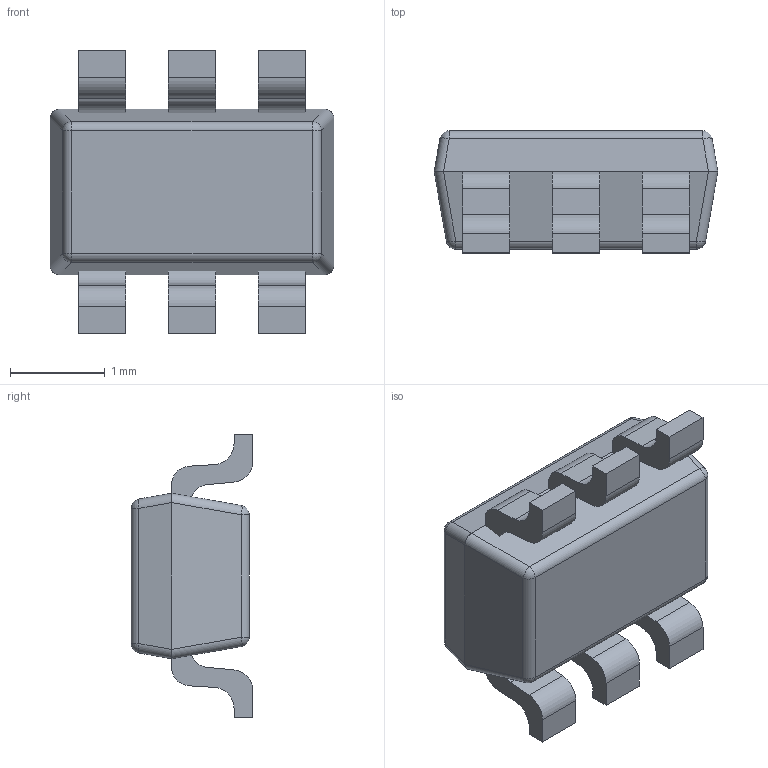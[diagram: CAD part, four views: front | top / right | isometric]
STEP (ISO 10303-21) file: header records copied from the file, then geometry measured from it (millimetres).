
FILE_DESCRIPTION (( 'STEP AP214' ), '1' );
FILE_NAME ('SOT23-6.STEP', '2014-06-13T20:24:27', ( '' ), ( '' ), 'SwSTEP 2.0', 'SolidWorks 2013', '' );
FILE_SCHEMA (( 'AUTOMOTIVE_DESIGN' ));
Length unit declared in the file: millimetre
Products named in the file (1): SOT23-6
Bounding box: 3 x 1.29 x 3 mm (x, y, z)
Volume: 7.1 mm3; surface area: 47.2 mm2
Topology: 5 solids, 5 shells, 102 faces, 260 edges, 160 vertices
Faces by surface type: plane 54, cylinder 40, sphere 8
Entity records: 3440 total; most frequent: CARTESIAN_POINT 539, DIRECTION 522, ORIENTED_EDGE 504, EDGE_CURVE 252, AXIS2_PLACEMENT_3D 175, VECTOR 172, LINE 172, VERTEX_POINT 160
